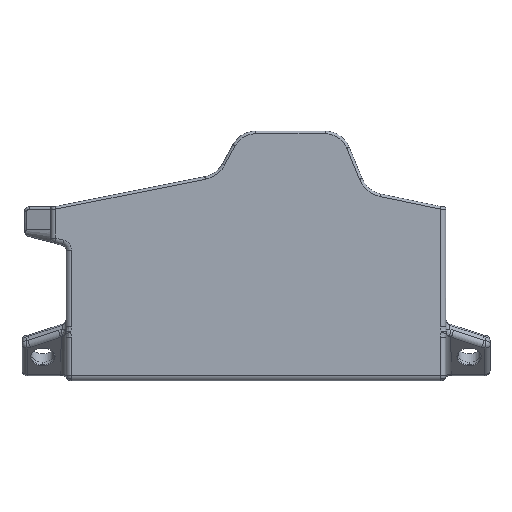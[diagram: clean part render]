
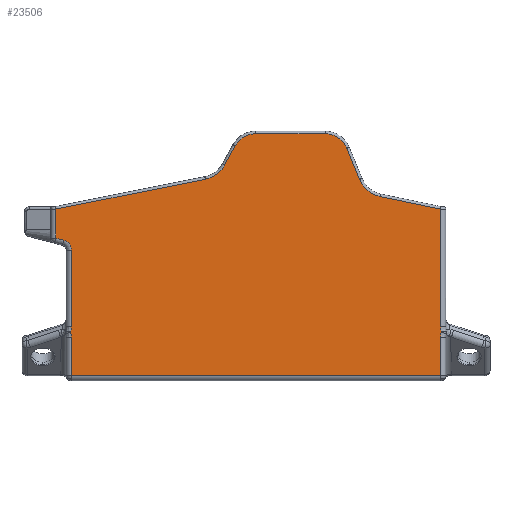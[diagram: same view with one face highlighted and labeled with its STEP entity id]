
A CAD part, top view. The second image highlights one B-rep face of the part: STEP entity #23506.
In plain terms, the highlighted planar face has unit normal (0, 0, 1).
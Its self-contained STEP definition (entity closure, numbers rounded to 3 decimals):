
#1=DIRECTION('',(0.,1.,0.));
#2=VECTOR('',#1,29.395);
#3=CARTESIAN_POINT('',(-142.,-37.217,2.));
#4=LINE('',#3,#2);
#5=CARTESIAN_POINT('',(-146.,-7.822,2.));
#6=DIRECTION('',(0.,0.,1.));
#7=DIRECTION('',(1.,0.,0.));
#8=AXIS2_PLACEMENT_3D('',#5,#6,#7);
#10=DIRECTION('',(0.966,-0.259,0.));
#11=VECTOR('',#10,3.142);
#12=CARTESIAN_POINT('',(-148.,-3.145,2.));
#13=LINE('',#12,#11);
#14=DIRECTION('',(0.,1.,0.));
#15=VECTOR('',#14,11.135);
#16=CARTESIAN_POINT('',(-148.,-3.145,2.));
#17=LINE('',#16,#15);
#18=DIRECTION('',(-0.981,-0.196,0.));
#19=VECTOR('',#18,58.65);
#20=CARTESIAN_POINT('',(-90.489,19.495,2.));
#21=LINE('',#20,#19);
#22=CARTESIAN_POINT('',(-92.649,30.281,2.));
#23=DIRECTION('',(0.,0.,-1.));
#24=DIRECTION('',(0.877,-0.481,0.));
#25=AXIS2_PLACEMENT_3D('',#22,#23,#24);
#27=DIRECTION('',(-0.481,-0.877,0.));
#28=VECTOR('',#27,8.367);
#29=CARTESIAN_POINT('',(-78.98,32.328,2.));
#30=LINE('',#29,#28);
#31=CARTESIAN_POINT('',(-71.089,28.,2.));
#32=DIRECTION('',(0.,0.,1.));
#33=DIRECTION('',(0.,1.,0.));
#34=AXIS2_PLACEMENT_3D('',#31,#32,#33);
#36=DIRECTION('',(-1.,0.,0.));
#37=VECTOR('',#36,26.684);
#38=CARTESIAN_POINT('',(-44.405,37.,2.));
#39=LINE('',#38,#37);
#40=CARTESIAN_POINT('',(-44.405,28.,2.));
#41=DIRECTION('',(0.,0.,1.));
#42=DIRECTION('',(0.925,0.38,0.));
#43=AXIS2_PLACEMENT_3D('',#40,#41,#42);
#45=DIRECTION('',(-0.38,0.925,0.));
#46=VECTOR('',#45,12.975);
#47=CARTESIAN_POINT('',(-31.151,19.416,2.));
#48=LINE('',#47,#46);
#49=CARTESIAN_POINT('',(-20.976,23.595,2.));
#50=DIRECTION('',(0.,0.,-1.));
#51=DIRECTION('',(-0.204,-0.979,0.));
#52=AXIS2_PLACEMENT_3D('',#49,#50,#51);
#54=DIRECTION('',(-0.979,0.204,0.));
#55=VECTOR('',#54,23.702);
#56=CARTESIAN_POINT('',(-0.021,7.993,2.));
#57=LINE('',#56,#55);
#58=CARTESIAN_POINT('',(-0.021,7.993,2.));
#59=CARTESIAN_POINT('',(-0.017,7.995,2.));
#60=CARTESIAN_POINT('',(-0.017,7.994,2.));
#61=CARTESIAN_POINT('',(-0.007,7.985,2.));
#62=CARTESIAN_POINT('',(-0.003,7.981,2.));
#63=CARTESIAN_POINT('',(0.,7.978,2.));
#65=DIRECTION('',(0.,1.,0.));
#66=VECTOR('',#65,45.196);
#67=CARTESIAN_POINT('',(0.,-37.217,
2.));
#68=LINE('',#67,#66);
#69=CARTESIAN_POINT('',(0.253,-39.347,2.));
#70=CARTESIAN_POINT('',(0.175,-39.025,2.));
#71=CARTESIAN_POINT('',(0.049,-38.35,2.));
#72=CARTESIAN_POINT('',(0.,-37.606,2.));
#73=CARTESIAN_POINT('',(0.,-37.217,
2.));
#75=CARTESIAN_POINT('',(0.,-41.328,
2.));
#76=CARTESIAN_POINT('',(0.,-40.959,2.));
#77=CARTESIAN_POINT('',(0.051,-40.259,2.));
#78=CARTESIAN_POINT('',(0.176,-39.639,2.));
#79=CARTESIAN_POINT('',(0.253,-39.347,2.));
#81=DIRECTION('',(0.,-1.,0.));
#82=VECTOR('',#81,14.672);
#83=CARTESIAN_POINT('',(0.,-41.328,
2.));
#84=LINE('',#83,#82);
#85=DIRECTION('',(-1.,0.,0.));
#86=VECTOR('',#85,142.);
#87=CARTESIAN_POINT('',(0.,-56.,2.));
#88=LINE('',#87,#86);
#89=CARTESIAN_POINT('',(-142.253,-39.347,2.));
#90=CARTESIAN_POINT('',(-142.175,-39.644,2.));
#91=CARTESIAN_POINT('',(-142.049,-40.27,2.));
#92=CARTESIAN_POINT('',(-142.,-40.964,2.));
#93=CARTESIAN_POINT('',(-142.,-41.328,2.));
#95=CARTESIAN_POINT('',(-142.253,-39.347,2.));
#96=CARTESIAN_POINT('',(-142.172,-39.015,2.));
#97=CARTESIAN_POINT('',(-142.046,-38.328,2.));
#98=CARTESIAN_POINT('',(-142.,-37.595,2.));
#99=CARTESIAN_POINT('',(-142.,-37.217,2.));
#11514=DIRECTION('',(0.,-1.,
0.));
#11515=VECTOR('',#11514,14.672);
#11516=CARTESIAN_POINT('',(-142.,-41.328,
2.));
#11517=LINE('',#11516,#11515);
#20864=VERTEX_POINT('',#69);
#20865=VERTEX_POINT('',#73);
#20870=VERTEX_POINT('',#75);
#20970=CARTESIAN_POINT('',(0.,-56.,2.));
#20971=CARTESIAN_POINT('',(-142.,-56.,2.));
#20972=VERTEX_POINT('',#20970);
#20973=VERTEX_POINT('',#20971);
#21010=CARTESIAN_POINT('',(-90.489,19.495,2.));
#21011=CARTESIAN_POINT('',(-148.,7.99,2.));
#21012=VERTEX_POINT('',#21010);
#21013=VERTEX_POINT('',#21011);
#21016=CARTESIAN_POINT('',(-83.004,24.992,2.));
#21017=VERTEX_POINT('',#21016);
#21022=CARTESIAN_POINT('',(-78.98,32.328,2.));
#21023=VERTEX_POINT('',#21022);
#21024=CARTESIAN_POINT('',(-71.089,37.,2.));
#21025=VERTEX_POINT('',#21024);
#21028=CARTESIAN_POINT('',(-44.405,37.,2.));
#21029=VERTEX_POINT('',#21028);
#21036=CARTESIAN_POINT('',(-36.08,31.419,2.));
#21037=VERTEX_POINT('',#21036);
#21044=CARTESIAN_POINT('',(-31.151,19.416,2.));
#21045=VERTEX_POINT('',#21044);
#21050=CARTESIAN_POINT('',(-23.224,12.827,2.));
#21051=VERTEX_POINT('',#21050);
#21164=CARTESIAN_POINT('',(-0.021,7.993,
2.));
#21165=VERTEX_POINT('',#21164);
#23214=VERTEX_POINT('',#89);
#23215=VERTEX_POINT('',#93);
#23217=VERTEX_POINT('',#99);
#23282=CARTESIAN_POINT('',(0.,7.978,2.));
#23283=VERTEX_POINT('',#23282);
#23341=CARTESIAN_POINT('',(-148.,-3.145,2.));
#23342=VERTEX_POINT('',#23341);
#23343=CARTESIAN_POINT('',(-144.965,-3.958,2.));
#23344=VERTEX_POINT('',#23343);
#23345=CARTESIAN_POINT('',(-142.,-7.822,2.));
#23346=VERTEX_POINT('',#23345);
#23455=CARTESIAN_POINT('',(-150.,0.,2.));
#23456=DIRECTION('',(0.,0.,1.));
#23457=DIRECTION('',(1.,0.,0.));
#23458=AXIS2_PLACEMENT_3D('',#23455,#23456,#23457);
#23459=PLANE('',#23458);
#23461=ORIENTED_EDGE('',*,*,#23460,.T.);
#23463=ORIENTED_EDGE('',*,*,#23462,.T.);
#23465=ORIENTED_EDGE('',*,*,#23464,.F.);
#23467=ORIENTED_EDGE('',*,*,#23466,.T.);
#23469=ORIENTED_EDGE('',*,*,#23468,.F.);
#23471=ORIENTED_EDGE('',*,*,#23470,.F.);
#23473=ORIENTED_EDGE('',*,*,#23472,.F.);
#23475=ORIENTED_EDGE('',*,*,#23474,.F.);
#23477=ORIENTED_EDGE('',*,*,#23476,.F.);
#23479=ORIENTED_EDGE('',*,*,#23478,.F.);
#23481=ORIENTED_EDGE('',*,*,#23480,.F.);
#23483=ORIENTED_EDGE('',*,*,#23482,.F.);
#23485=ORIENTED_EDGE('',*,*,#23484,.F.);
#23487=ORIENTED_EDGE('',*,*,#23486,.T.);
#23489=ORIENTED_EDGE('',*,*,#23488,.F.);
#23491=ORIENTED_EDGE('',*,*,#23490,.F.);
#23493=ORIENTED_EDGE('',*,*,#23492,.F.);
#23495=ORIENTED_EDGE('',*,*,#23494,.T.);
#23497=ORIENTED_EDGE('',*,*,#23496,.T.);
#23499=ORIENTED_EDGE('',*,*,#23498,.F.);
#23501=ORIENTED_EDGE('',*,*,#23500,.F.);
#23503=ORIENTED_EDGE('',*,*,#23502,.T.);
#23504=EDGE_LOOP('',(#23461,#23463,#23465,#23467,#23469,#23471,#23473,#23475,
#23477,#23479,#23481,#23483,#23485,#23487,#23489,#23491,#23493,#23495,#23497,
#23499,#23501,#23503));
#23505=FACE_OUTER_BOUND('',#23504,.F.);
#23506=ADVANCED_FACE('',(#23505),#23459,.T.);
#9=CIRCLE('',#8,4.);
#26=CIRCLE('',#25,11.);
#35=CIRCLE('',#34,9.);
#44=CIRCLE('',#43,9.);
#53=CIRCLE('',#52,11.);
#64=B_SPLINE_CURVE_WITH_KNOTS('',3,(#58,#59,#60,#61,#62,#63),.UNSPECIFIED.,.F.,
.F.,(4,1,1,4),(0.,0.333,0.667,1.),.UNSPECIFIED.);
#74=B_SPLINE_CURVE_WITH_KNOTS('',3,(#69,#70,#71,#72,#73),.UNSPECIFIED.,.F.,.F.,(
4,1,4),(0.,0.5,1.),.UNSPECIFIED.);
#80=B_SPLINE_CURVE_WITH_KNOTS('',3,(#75,#76,#77,#78,#79),.UNSPECIFIED.,.F.,.F.,(
4,1,4),(0.,0.5,1.),.UNSPECIFIED.);
#94=B_SPLINE_CURVE_WITH_KNOTS('',3,(#89,#90,#91,#92,#93),.UNSPECIFIED.,.F.,.F.,(
4,1,4),(0.,0.5,1.),.UNSPECIFIED.);
#100=B_SPLINE_CURVE_WITH_KNOTS('',3,(#95,#96,#97,#98,#99),.UNSPECIFIED.,.F.,.F.,
(4,1,4),(0.,0.5,1.),.UNSPECIFIED.);
#23460=EDGE_CURVE('',#23217,#23346,#4,.T.);
#23462=EDGE_CURVE('',#23346,#23344,#9,.T.);
#23464=EDGE_CURVE('',#23342,#23344,#13,.T.);
#23466=EDGE_CURVE('',#23342,#21013,#17,.T.);
#23468=EDGE_CURVE('',#21012,#21013,#21,.T.);
#23470=EDGE_CURVE('',#21017,#21012,#26,.T.);
#23472=EDGE_CURVE('',#21023,#21017,#30,.T.);
#23474=EDGE_CURVE('',#21025,#21023,#35,.T.);
#23476=EDGE_CURVE('',#21029,#21025,#39,.T.);
#23478=EDGE_CURVE('',#21037,#21029,#44,.T.);
#23480=EDGE_CURVE('',#21045,#21037,#48,.T.);
#23482=EDGE_CURVE('',#21051,#21045,#53,.T.);
#23484=EDGE_CURVE('',#21165,#21051,#57,.T.);
#23486=EDGE_CURVE('',#21165,#23283,#64,.T.);
#23488=EDGE_CURVE('',#20865,#23283,#68,.T.);
#23490=EDGE_CURVE('',#20864,#20865,#74,.T.);
#23492=EDGE_CURVE('',#20870,#20864,#80,.T.);
#23494=EDGE_CURVE('',#20870,#20972,#84,.T.);
#23496=EDGE_CURVE('',#20972,#20973,#88,.T.);
#23498=EDGE_CURVE('',#23215,#20973,#11517,.T.);
#23500=EDGE_CURVE('',#23214,#23215,#94,.T.);
#23502=EDGE_CURVE('',#23214,#23217,#100,.T.);
